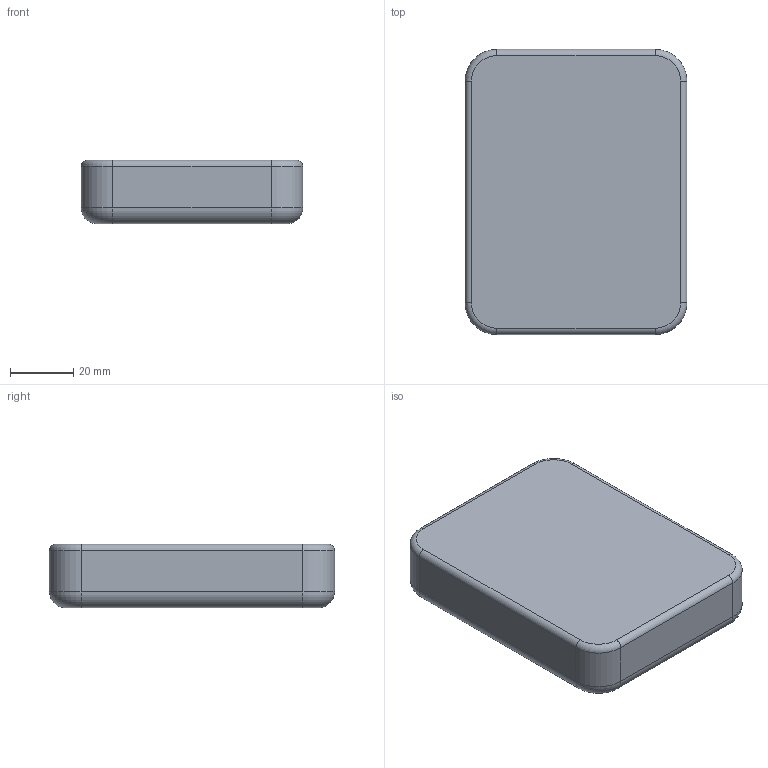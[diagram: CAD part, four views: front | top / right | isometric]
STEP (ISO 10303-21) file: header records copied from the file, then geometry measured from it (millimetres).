
FILE_DESCRIPTION(/* description */ ('STEP AP242','CAx-IF Rec.Pracs.---Representation and Presentation of Product Manufacturing Information (PMI)---4.0---2014-10-13','CAx-IF Rec.Pracs.---3D Tessellated Geometry---0.4---2014-09-14','2;1'),/* implementation_level */ '2;1');
FILE_NAME(/* name */ '66e7d960c7d3884b24f1a86d',/* time_stamp */ '2024-09-16T07:08:16Z',/* author */ (''),/* organization */ (''),/* preprocessor_version */ 'ST-DEVELOPER v20',/* originating_system */ ' ',/* authorisation */ ' ');
FILE_SCHEMA (('AP242_MANAGED_MODEL_BASED_3D_ENGINEERING_MIM_LF { 1 0 10303 442 1 1 4 }'));
Length unit declared in the file: metre
Products named in the file (1): Part 1
Bounding box: 70 x 90 x 20 mm (x, y, z)
Volume: 88327.5 mm3; surface area: 22242.3 mm2
Topology: 1 solids, 1 shells, 62 faces, 132 edges, 80 vertices
Faces by surface type: plane 26, cylinder 22, torus 8, cone 6
Full cylindrical faces by diameter (mm): 2.6 x1, 2.8 x3, 3.1 x1, 3.7 x1
Entity records: 1566 total; most frequent: DIRECTION 294, CARTESIAN_POINT 251, ORIENTED_EDGE 228, AXIS2_PLACEMENT_3D 117, EDGE_CURVE 114, EDGE_LOOP 82, FACE_BOUND 82, VERTEX_POINT 74
